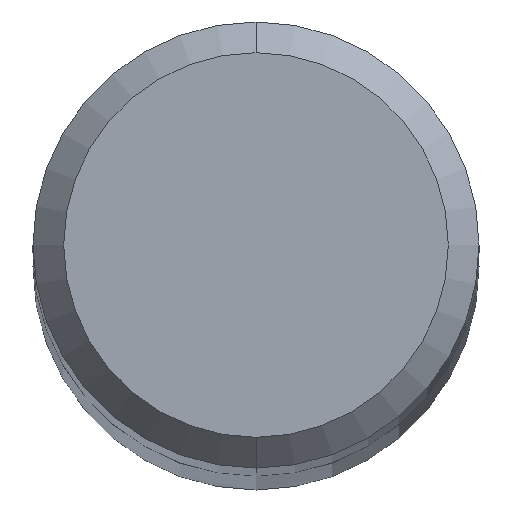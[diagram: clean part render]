
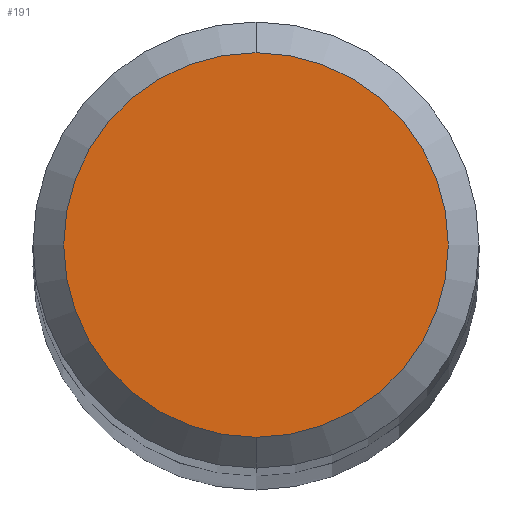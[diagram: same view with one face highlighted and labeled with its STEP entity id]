
A CAD part, top view. The second image highlights one B-rep face of the part: STEP entity #191.
In plain terms, the highlighted planar face has unit normal (0, 0, 1).
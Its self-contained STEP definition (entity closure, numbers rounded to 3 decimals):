
#191=ADVANCED_FACE('',(#454),#455,.T.);
#295=EDGE_CURVE('',#307,#319,#569,.T.);
#307=VERTEX_POINT('',#582);
#319=VERTEX_POINT('',#595);
#325=EDGE_CURVE('',#319,#307,#603,.T.);
#454=FACE_OUTER_BOUND('',#767,.T.);
#455=PLANE('',#768);
#569=CIRCLE('',#1056,2.5);
#582=CARTESIAN_POINT('',(0.,-2.5,57.0));
#595=CARTESIAN_POINT('',(0.0,2.5,57.0));
#603=CIRCLE('',#1105,2.5);
#767=EDGE_LOOP('',(#1320,#1321));
#768=AXIS2_PLACEMENT_3D('',#1322,#1323,#1324);
#1056=AXIS2_PLACEMENT_3D('',#1448,#1449,#1450);
#1105=AXIS2_PLACEMENT_3D('',#1483,#1484,#1485);
#1320=ORIENTED_EDGE('',*,*,#325,.F.);
#1321=ORIENTED_EDGE('',*,*,#295,.F.);
#1322=CARTESIAN_POINT('',(0.0,1.25,57.0));
#1323=DIRECTION('',(0.0,0.0,1.0));
#1324=DIRECTION('',(0.0,-1.0,0.0));
#1448=CARTESIAN_POINT('',(0.0,0.0,57.0));
#1449=DIRECTION('',(0.0,0.0,-1.0));
#1450=DIRECTION('',(0.0,1.0,0.0));
#1483=CARTESIAN_POINT('',(0.0,0.0,57.0));
#1484=DIRECTION('',(0.0,0.0,-1.0));
#1485=DIRECTION('',(0.0,1.0,0.0));
